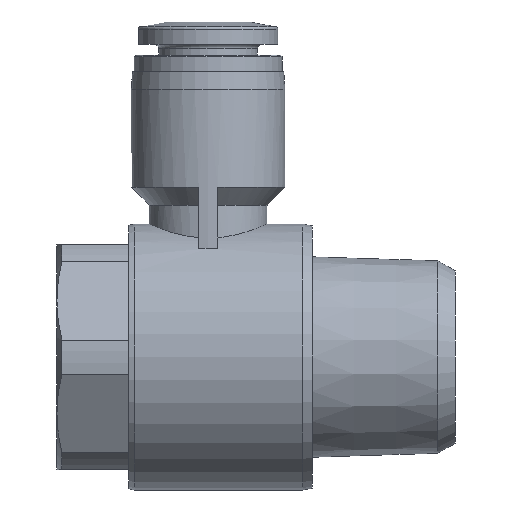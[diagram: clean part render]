
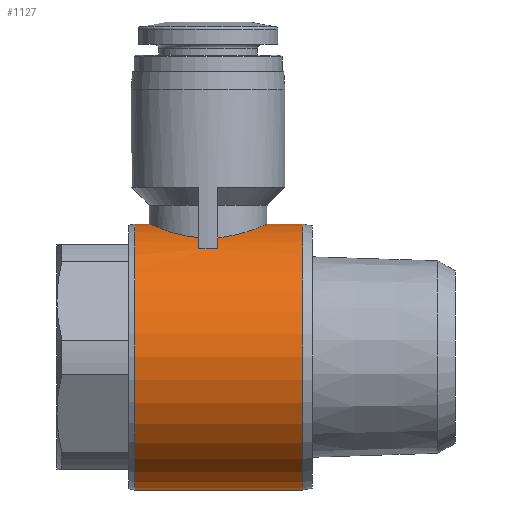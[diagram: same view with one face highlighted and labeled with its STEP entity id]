
A CAD part, left-side view. The second image highlights one B-rep face of the part: STEP entity #1127.
In plain terms, the highlighted cylindrical face has radius 11.25 mm (diameter 22.5 mm), a full revolution.
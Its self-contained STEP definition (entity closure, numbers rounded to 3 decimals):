
#32=CYLINDRICAL_SURFACE('',#1220,11.25);
#123=B_SPLINE_CURVE_WITH_KNOTS('',3,(#1627,#1628,#1629,#1630,#1631,#1632,
#1633,#1634,#1635),.UNSPECIFIED.,.F.,.F.,(4,1,1,1,1,1,4),(0.001,
0.004,0.006,0.008,0.01,
0.011,0.015),.UNSPECIFIED.);
#124=B_SPLINE_CURVE_WITH_KNOTS('',3,(#1641,#1642,#1643,#1644,#1645,#1646,
#1647,#1648,#1649),.UNSPECIFIED.,.F.,.F.,(4,1,1,1,1,1,4),(0.017,
0.02,0.022,0.024,0.026,
0.027,0.031),.UNSPECIFIED.);
#125=B_SPLINE_CURVE_WITH_KNOTS('',3,(#1663,#1664,#1665,#1666),
 .UNSPECIFIED.,.F.,.F.,(4,4),(0.028,0.03),
 .UNSPECIFIED.);
#126=B_SPLINE_CURVE_WITH_KNOTS('',3,(#1674,#1675,#1676,#1677),
 .UNSPECIFIED.,.F.,.F.,(4,4),(0.008,0.009),
 .UNSPECIFIED.);
#251=ORIENTED_EDGE('',*,*,#408,.F.);
#252=ORIENTED_EDGE('',*,*,#409,.T.);
#253=ORIENTED_EDGE('',*,*,#373,.T.);
#254=ORIENTED_EDGE('',*,*,#405,.T.);
#255=ORIENTED_EDGE('',*,*,#386,.T.);
#256=ORIENTED_EDGE('',*,*,#404,.T.);
#257=ORIENTED_EDGE('',*,*,#376,.T.);
#258=ORIENTED_EDGE('',*,*,#407,.T.);
#259=ORIENTED_EDGE('',*,*,#382,.T.);
#260=ORIENTED_EDGE('',*,*,#406,.T.);
#373=EDGE_CURVE('',#460,#458,#123,.T.);
#376=EDGE_CURVE('',#462,#463,#124,.T.);
#382=EDGE_CURVE('',#469,#468,#125,.T.);
#386=EDGE_CURVE('',#473,#472,#126,.T.);
#404=EDGE_CURVE('',#472,#462,#526,.F.);
#405=EDGE_CURVE('',#458,#473,#527,.F.);
#406=EDGE_CURVE('',#468,#460,#528,.F.);
#407=EDGE_CURVE('',#463,#469,#529,.F.);
#408=EDGE_CURVE('',#486,#486,#530,.T.);
#409=EDGE_CURVE('',#487,#487,#531,.T.);
#458=VERTEX_POINT('',#1625);
#460=VERTEX_POINT('',#1636);
#462=VERTEX_POINT('',#1650);
#463=VERTEX_POINT('',#1651);
#468=VERTEX_POINT('',#1662);
#469=VERTEX_POINT('',#1667);
#472=VERTEX_POINT('',#1673);
#473=VERTEX_POINT('',#1678);
#486=VERTEX_POINT('',#1743);
#487=VERTEX_POINT('',#1745);
#526=CIRCLE('',#1213,11.25);
#527=CIRCLE('',#1215,11.25);
#528=CIRCLE('',#1217,11.25);
#529=CIRCLE('',#1219,11.25);
#530=CIRCLE('',#1221,11.25);
#531=CIRCLE('',#1222,11.25);
#593=EDGE_LOOP('',(#251));
#594=EDGE_LOOP('',(#252));
#595=EDGE_LOOP('',(#253,#254,#255,#256,#257,#258,#259,#260));
#672=FACE_BOUND('',#593,.T.);
#673=FACE_BOUND('',#594,.T.);
#674=FACE_BOUND('',#595,.T.);
#1127=ADVANCED_FACE('',(#672,#673,#674),#32,.T.);
#1213=AXIS2_PLACEMENT_3D('',#1734,#1407,#1408);
#1215=AXIS2_PLACEMENT_3D('',#1736,#1411,#1412);
#1217=AXIS2_PLACEMENT_3D('',#1738,#1415,#1416);
#1219=AXIS2_PLACEMENT_3D('',#1740,#1419,#1420);
#1220=AXIS2_PLACEMENT_3D('',#1741,#1421,#1422);
#1221=AXIS2_PLACEMENT_3D('',#1742,#1423,#1424);
#1222=AXIS2_PLACEMENT_3D('',#1744,#1425,#1426);
#1407=DIRECTION('',(0.,1.,0.));
#1408=DIRECTION('',(0.,0.,1.));
#1411=DIRECTION('',(0.,-1.,0.));
#1412=DIRECTION('',(0.,0.,-1.));
#1415=DIRECTION('',(0.,-1.,0.));
#1416=DIRECTION('',(0.,0.,-1.));
#1419=DIRECTION('',(0.,1.,0.));
#1420=DIRECTION('',(0.,0.,1.));
#1421=DIRECTION('',(0.,-1.,0.));
#1422=DIRECTION('',(0.,0.,-1.));
#1423=DIRECTION('',(0.,-1.,0.));
#1424=DIRECTION('',(0.,0.,-1.));
#1425=DIRECTION('',(0.,-1.,0.));
#1426=DIRECTION('',(0.,0.,-1.));
#1625=CARTESIAN_POINT('',(4.936,-12.,10.11));
#1627=CARTESIAN_POINT('',(-4.936,-12.,10.11));
#1628=CARTESIAN_POINT('',(-4.746,-10.832,10.202));
#1629=CARTESIAN_POINT('',(-3.826,-9.222,10.656));
#1630=CARTESIAN_POINT('',(-1.79,-8.02,11.151));
#1631=CARTESIAN_POINT('',(-0.005,-7.691,11.299));
#1632=CARTESIAN_POINT('',(1.785,-8.016,11.152));
#1633=CARTESIAN_POINT('',(3.831,-9.227,10.655));
#1634=CARTESIAN_POINT('',(4.745,-10.822,10.203));
#1635=CARTESIAN_POINT('',(4.936,-12.,10.11));
#1636=CARTESIAN_POINT('',(-4.936,-12.,10.11));
#1641=CARTESIAN_POINT('',(4.936,-13.6,10.11));
#1642=CARTESIAN_POINT('',(4.744,-14.78,10.203));
#1643=CARTESIAN_POINT('',(3.825,-16.378,10.657));
#1644=CARTESIAN_POINT('',(1.785,-17.583,11.151));
#1645=CARTESIAN_POINT('',(0.,-17.909,11.299));
#1646=CARTESIAN_POINT('',(-1.788,-17.582,11.151));
#1647=CARTESIAN_POINT('',(-3.831,-16.374,10.655));
#1648=CARTESIAN_POINT('',(-4.746,-14.771,10.202));
#1649=CARTESIAN_POINT('',(-4.936,-13.6,10.11));
#1650=CARTESIAN_POINT('',(4.936,-13.6,10.11));
#1651=CARTESIAN_POINT('',(-4.936,-13.6,10.11));
#1662=CARTESIAN_POINT('',(-6.451,-12.,9.217));
#1663=CARTESIAN_POINT('',(-6.451,-13.6,9.217));
#1664=CARTESIAN_POINT('',(-6.516,-13.074,9.171));
#1665=CARTESIAN_POINT('',(-6.516,-12.527,9.171));
#1666=CARTESIAN_POINT('',(-6.451,-12.,9.217));
#1667=CARTESIAN_POINT('',(-6.451,-13.6,9.217));
#1673=CARTESIAN_POINT('',(6.451,-13.6,9.217));
#1674=CARTESIAN_POINT('',(6.451,-12.,9.217));
#1675=CARTESIAN_POINT('',(6.516,-12.527,9.171));
#1676=CARTESIAN_POINT('',(6.516,-13.072,9.171));
#1677=CARTESIAN_POINT('',(6.451,-13.6,9.217));
#1678=CARTESIAN_POINT('',(6.451,-12.,9.217));
#1734=CARTESIAN_POINT('',(0.,-13.6,0.));
#1736=CARTESIAN_POINT('',(0.,-12.,0.));
#1738=CARTESIAN_POINT('',(0.,-12.,0.));
#1740=CARTESIAN_POINT('',(0.,-13.6,0.));
#1741=CARTESIAN_POINT('',(0.,-33.7,0.));
#1742=CARTESIAN_POINT('',(0.,-20.812,0.));
#1743=CARTESIAN_POINT('',(0.,-20.812,-11.25));
#1744=CARTESIAN_POINT('',(0.,-6.592,0.));
#1745=CARTESIAN_POINT('',(0.,-6.592,-11.25));
